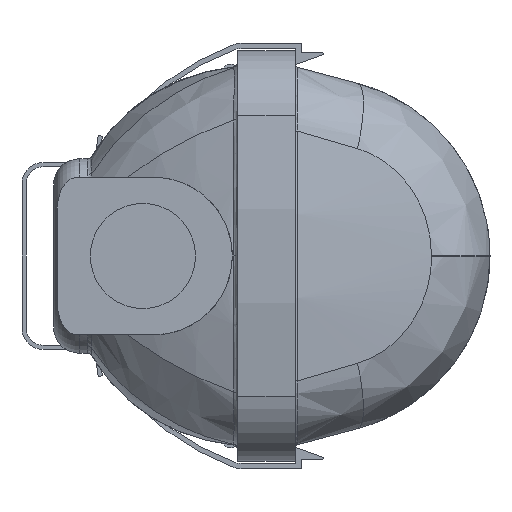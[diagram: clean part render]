
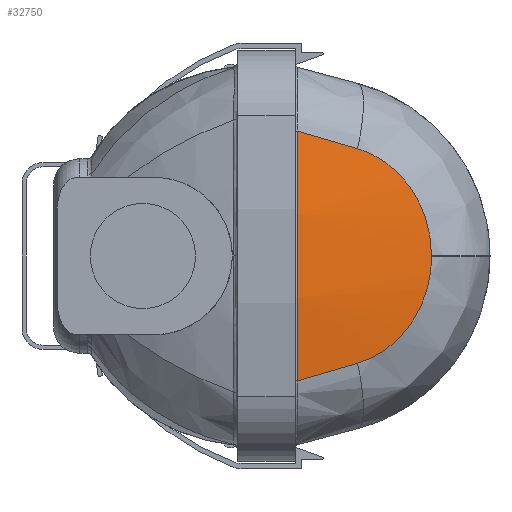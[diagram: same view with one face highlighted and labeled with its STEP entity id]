
A CAD part, left-side view. The second image highlights one B-rep face of the part: STEP entity #32750.
In plain terms, the highlighted conical face has half-angle 15 degrees and reference radius 147 mm.
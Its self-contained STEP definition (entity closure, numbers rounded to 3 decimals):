
#93 = CARTESIAN_POINT ( 'NONE',  ( -624.114, -4.185, 22.639 ) ) ;
#1233 = CARTESIAN_POINT ( 'NONE',  ( -480., -25.882, 0. ) ) ;
#1310 = CARTESIAN_POINT ( 'NONE',  ( -620.199, -24.605, 7.66 ) ) ;
#1439 = CARTESIAN_POINT ( 'NONE',  ( -621.539, -15.799, 18.68 ) ) ;
#2291 = CARTESIAN_POINT ( 'NONE',  ( -621.364, -16.732, -18.095 ) ) ;
#2426 = CARTESIAN_POINT ( 'NONE',  ( -620.179, -24.783, -7.128 ) ) ;
#3873 = VERTEX_POINT ( 'NONE', #17817 ) ;
#4256 = CARTESIAN_POINT ( 'NONE',  ( -620.065, -25.882, 0.005 ) ) ;
#4320 = DIRECTION ( 'NONE',  ( 0., 0., 1. ) ) ;
#4398 = CARTESIAN_POINT ( 'NONE',  ( -620.268, -23.999, 9.214 ) ) ;
#4531 = CARTESIAN_POINT ( 'NONE',  ( -621.926, -13.867, 19.691 ) ) ;
#5218 = ORIENTED_EDGE ( 'NONE', *, *, #20020, .T. ) ;
#5394 = CARTESIAN_POINT ( 'NONE',  ( -621.047, -18.513, -16.773 ) ) ;
#5524 = CARTESIAN_POINT ( 'NONE',  ( -620.104, -25.49, -4.432 ) ) ;
#5688 = EDGE_CURVE ( 'NONE', #26279, #29896, #8832, .T. ) ;
#6863 = EDGE_CURVE ( 'NONE', #7454, #3873, #10403, .T. ) ;
#7038 = EDGE_CURVE ( 'NONE', #29896, #7058, #38291, .T. ) ;
#7058 = VERTEX_POINT ( 'NONE', #19616 ) ;
#7454 = VERTEX_POINT ( 'NONE', #29507 ) ;
#7468 = CARTESIAN_POINT ( 'NONE',  ( -620.418, -22.761, 11.688 ) ) ;
#7598 = CARTESIAN_POINT ( 'NONE',  ( -622.382, -11.807, 20.403 ) ) ;
#8459 = CARTESIAN_POINT ( 'NONE',  ( -620.741, -20.455, -14.824 ) ) ;
#8590 = CARTESIAN_POINT ( 'NONE',  ( -620.065, -25.882, -1.127 ) ) ;
#8832 = B_SPLINE_CURVE_WITH_KNOTS ( 'NONE', 3,
 ( #17591, #35998, #14482, #39090, #20672, #2291, #23775, #5394, #26824, #8459, #29937, #11539, #33049, #14611, #36127, #17725, #39215, #20808, #2426, #23912, #5524, #26965, #8590, #30072 ),
 .UNSPECIFIED., .F., .F.,
 ( 4, 2, 2, 2, 2, 2, 2, 2, 2, 2, 2, 4 ),
 ( 0.012, 0.016, 0.018, 0.019, 0.023, 0.024, 0.026, 0.029, 0.031, 0.033, 0.036, 0.039 ),
 .UNSPECIFIED. ) ;
#9393 = DIRECTION ( 'NONE',  ( 0., 1., 0. ) ) ;
#10403 = CIRCLE ( 'NONE', #29758, 146.901 ) ;
#10418 = CARTESIAN_POINT ( 'NONE',  ( -620.065, -25.882, 1.127 ) ) ;
#10543 = CARTESIAN_POINT ( 'NONE',  ( -620.589, -21.504, 13.534 ) ) ;
#11539 = CARTESIAN_POINT ( 'NONE',  ( -620.589, -21.504, -13.534 ) ) ;
#12239 = DIRECTION ( 'NONE',  ( 0., -1., 0. ) ) ;
#12518 = AXIS2_PLACEMENT_3D ( 'NONE', #1233, #22742, #4320 ) ;
#12698 = EDGE_LOOP ( 'NONE', ( #33549, #39884, #5218, #36658, #19452, #20865 ) ) ;
#13199 = FACE_OUTER_BOUND ( 'NONE', #12698, .T. ) ;
#13635 = CARTESIAN_POINT ( 'NONE',  ( -620.741, -20.455, 14.824 ) ) ;
#14101 = CARTESIAN_POINT ( 'NONE',  ( -624.967, -0.371, -23.755 ) ) ;
#14482 = CARTESIAN_POINT ( 'NONE',  ( -621.926, -13.867, -19.691 ) ) ;
#14611 = CARTESIAN_POINT ( 'NONE',  ( -620.418, -22.761, -11.688 ) ) ;
#16609 = CARTESIAN_POINT ( 'NONE',  ( -620.104, -25.49, 4.432 ) ) ;
#16745 = CARTESIAN_POINT ( 'NONE',  ( -621.047, -18.513, 16.773 ) ) ;
#17591 = CARTESIAN_POINT ( 'NONE',  ( -622.382, -11.807, -20.403 ) ) ;
#17725 = CARTESIAN_POINT ( 'NONE',  ( -620.268, -23.999, -9.214 ) ) ;
#17817 = CARTESIAN_POINT ( 'NONE',  ( -624.967, -0.371, -23.755 ) ) ;
#19443 = CONICAL_SURFACE ( 'NONE', #20334, 147., 0.262 ) ;
#19452 = ORIENTED_EDGE ( 'NONE', *, *, #7038, .T. ) ;
#19616 = CARTESIAN_POINT ( 'NONE',  ( -620.065, -25.882, 0.005 ) ) ;
#19689 = CARTESIAN_POINT ( 'NONE',  ( -620.179, -24.783, 7.128 ) ) ;
#19822 = CARTESIAN_POINT ( 'NONE',  ( -621.364, -16.732, 18.095 ) ) ;
#20020 = EDGE_CURVE ( 'NONE', #3873, #26279, #33396, .T. ) ;
#20301 = CARTESIAN_POINT ( 'NONE',  ( -622.382, -11.807, -20.403 ) ) ;
#20334 = AXIS2_PLACEMENT_3D ( 'NONE', #27753, #9393, #30871 ) ;
#20672 = CARTESIAN_POINT ( 'NONE',  ( -621.539, -15.799, -18.68 ) ) ;
#20808 = CARTESIAN_POINT ( 'NONE',  ( -620.199, -24.605, -7.66 ) ) ;
#20865 = ORIENTED_EDGE ( 'NONE', *, *, #28411, .T. ) ;
#21595 = CARTESIAN_POINT ( 'NONE',  ( -624.967, -0.371, 23.755 ) ) ;
#22742 = DIRECTION ( 'NONE',  ( 0., 1., 0. ) ) ;
#22807 = CARTESIAN_POINT ( 'NONE',  ( -620.243, -24.214, 8.702 ) ) ;
#22946 = CARTESIAN_POINT ( 'NONE',  ( -621.632, -15.323, 18.95 ) ) ;
#23775 = CARTESIAN_POINT ( 'NONE',  ( -621.28, -17.19, -17.778 ) ) ;
#23912 = CARTESIAN_POINT ( 'NONE',  ( -620.128, -25.256, -5.518 ) ) ;
#24559 = CARTESIAN_POINT ( 'NONE',  ( -623.253, -7.998, 21.521 ) ) ;
#24983 = B_SPLINE_CURVE_WITH_KNOTS ( 'NONE', 3,
 ( #27602, #24559, #93, #21595 ),
 .UNSPECIFIED., .F., .F.,
 ( 4, 4 ),
 ( 0., 0.012 ),
 .UNSPECIFIED. ) ;
#25194 = CARTESIAN_POINT ( 'NONE',  ( -622.382, -11.807, -20.403 ) ) ;
#25861 = CARTESIAN_POINT ( 'NONE',  ( -620.351, -23.301, 10.721 ) ) ;
#25989 = CARTESIAN_POINT ( 'NONE',  ( -622.142, -12.857, 20.094 ) ) ;
#26279 = VERTEX_POINT ( 'NONE', #25194 ) ;
#26359 = CARTESIAN_POINT ( 'NONE',  ( -620.065, -25.882, -0.005 ) ) ;
#26824 = CARTESIAN_POINT ( 'NONE',  ( -620.914, -19.327, -16.033 ) ) ;
#26965 = CARTESIAN_POINT ( 'NONE',  ( -620.073, -25.803, -2.236 ) ) ;
#27602 = CARTESIAN_POINT ( 'NONE',  ( -622.382, -11.807, 20.403 ) ) ;
#27753 = CARTESIAN_POINT ( 'NONE',  ( -480., 0., 0. ) ) ;
#28411 = EDGE_CURVE ( 'NONE', #7058, #34695, #37820, .T. ) ;
#28937 = CARTESIAN_POINT ( 'NONE',  ( -620.543, -21.833, 13.08 ) ) ;
#29507 = CARTESIAN_POINT ( 'NONE',  ( -624.967, -0.371, 23.755 ) ) ;
#29758 = AXIS2_PLACEMENT_3D ( 'NONE', #30651, #12239, #33749 ) ;
#29896 = VERTEX_POINT ( 'NONE', #26359 ) ;
#29937 = CARTESIAN_POINT ( 'NONE',  ( -620.688, -20.815, -14.405 ) ) ;
#30072 = CARTESIAN_POINT ( 'NONE',  ( -620.065, -25.882, -0.005 ) ) ;
#30651 = CARTESIAN_POINT ( 'NONE',  ( -480., -0.371, 0. ) ) ;
#30871 = DIRECTION ( 'NONE',  ( 0., 0., -1. ) ) ;
#32019 = CARTESIAN_POINT ( 'NONE',  ( -622.382, -11.807, 20.403 ) ) ;
#32061 = CARTESIAN_POINT ( 'NONE',  ( -620.688, -20.815, 14.405 ) ) ;
#32526 = CARTESIAN_POINT ( 'NONE',  ( -624.114, -4.185, -22.639 ) ) ;
#32750 = ADVANCED_FACE ( 'NONE', ( #13199 ), #19443, .T. ) ;
#33049 = CARTESIAN_POINT ( 'NONE',  ( -620.543, -21.833, -13.08 ) ) ;
#33396 = B_SPLINE_CURVE_WITH_KNOTS ( 'NONE', 3,
 ( #14101, #32526, #38709, #20301 ),
 .UNSPECIFIED., .F., .F.,
 ( 4, 4 ),
 ( 0., 0.013 ),
 .UNSPECIFIED. ) ;
#33549 = ORIENTED_EDGE ( 'NONE', *, *, #35620, .T. ) ;
#33749 = DIRECTION ( 'NONE',  ( 0., 0., 1. ) ) ;
#34695 = VERTEX_POINT ( 'NONE', #32019 ) ;
#35010 = CARTESIAN_POINT ( 'NONE',  ( -620.073, -25.803, 2.236 ) ) ;
#35146 = CARTESIAN_POINT ( 'NONE',  ( -620.914, -19.327, 16.033 ) ) ;
#35620 = EDGE_CURVE ( 'NONE', #34695, #7454, #24983, .T. ) ;
#35998 = CARTESIAN_POINT ( 'NONE',  ( -622.142, -12.857, -20.094 ) ) ;
#36127 = CARTESIAN_POINT ( 'NONE',  ( -620.351, -23.301, -10.721 ) ) ;
#36658 = ORIENTED_EDGE ( 'NONE', *, *, #5688, .T. ) ;
#37820 = B_SPLINE_CURVE_WITH_KNOTS ( 'NONE', 3,
 ( #4256, #10418, #35010, #16609, #38116, #19689, #1310, #22807, #4398, #25861, #7468, #28937, #10543, #32061, #13635, #35146, #16745, #38245, #19822, #1439, #22946, #4531, #25989, #7598 ),
 .UNSPECIFIED., .F., .F.,
 ( 4, 2, 2, 2, 2, 2, 2, 2, 2, 2, 2, 4 ),
 ( 0., 0.003, 0.007, 0.008, 0.01, 0.013, 0.015, 0.017, 0.02, 0.022, 0.023, 0.027 ),
 .UNSPECIFIED. ) ;
#38116 = CARTESIAN_POINT ( 'NONE',  ( -620.128, -25.256, 5.518 ) ) ;
#38245 = CARTESIAN_POINT ( 'NONE',  ( -621.28, -17.19, 17.778 ) ) ;
#38291 = CIRCLE ( 'NONE', #12518, 140.065 ) ;
#38709 = CARTESIAN_POINT ( 'NONE',  ( -623.253, -7.998, -21.521 ) ) ;
#39090 = CARTESIAN_POINT ( 'NONE',  ( -621.632, -15.323, -18.95 ) ) ;
#39215 = CARTESIAN_POINT ( 'NONE',  ( -620.243, -24.214, -8.702 ) ) ;
#39884 = ORIENTED_EDGE ( 'NONE', *, *, #6863, .T. ) ;
